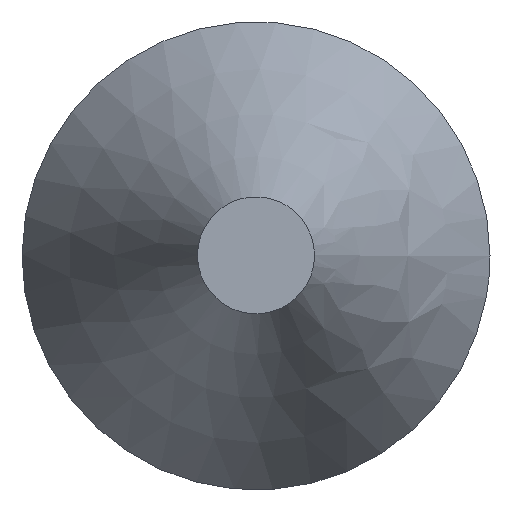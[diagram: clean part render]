
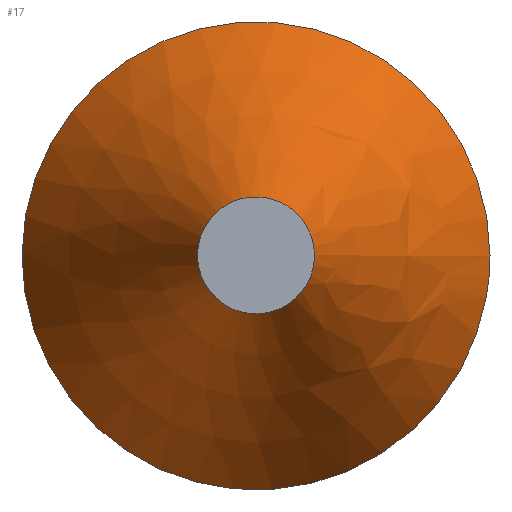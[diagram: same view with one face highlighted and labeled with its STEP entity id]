
A CAD part, top view. The second image highlights one B-rep face of the part: STEP entity #17.
In plain terms, the highlighted free-form (B-spline) face has degree [14, 2] with [15, 3] control points.
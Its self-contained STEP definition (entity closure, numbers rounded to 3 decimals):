
#17 = ADVANCED_FACE('',(#18),#42,.T.);
#18 = FACE_BOUND('',#19,.T.);
#19 = EDGE_LOOP('',(#20,#118,#141,#191));
#20 = ORIENTED_EDGE('',*,*,#21,.T.);
#21 = EDGE_CURVE('',#22,#22,#24,.T.);
#22 = VERTEX_POINT('',#23);
#23 = CARTESIAN_POINT('',(20.,0.,0.));
#24 = SURFACE_CURVE('',#25,(#41,#94),.PCURVE_S1.);
#25 = B_SPLINE_CURVE_WITH_KNOTS('',14,(#26,#27,#28,#29,#30,#31,#32,#33,
    #34,#35,#36,#37,#38,#39,#40),.UNSPECIFIED.,.T.,.F.,(15,15),(0.,1.),
  .PIECEWISE_BEZIER_KNOTS.);
#26 = CARTESIAN_POINT('',(20.,0.,0.));
#27 = CARTESIAN_POINT('',(20.,8.976,0.));
#28 = CARTESIAN_POINT('',(15.662,17.952,0.));
#29 = CARTESIAN_POINT('',(6.985,24.656,0.));
#30 = CARTESIAN_POINT('',(-4.732,26.818,0.));
#31 = CARTESIAN_POINT('',(-16.896,22.98,0.));
#32 = CARTESIAN_POINT('',(-26.181,13.318,0.));
#33 = CARTESIAN_POINT('',(-29.677,0.,0.));
#34 = CARTESIAN_POINT('',(-26.181,-13.318,0.));
#35 = CARTESIAN_POINT('',(-16.896,-22.98,0.));
#36 = CARTESIAN_POINT('',(-4.732,-26.818,0.));
#37 = CARTESIAN_POINT('',(6.985,-24.656,0.));
#38 = CARTESIAN_POINT('',(15.662,-17.952,0.));
#39 = CARTESIAN_POINT('',(20.,-8.976,0.));
#40 = CARTESIAN_POINT('',(20.,0.,0.));
#41 = PCURVE('',#42,#88);
#42 = B_SPLINE_SURFACE_WITH_KNOTS('',14,2,(
    (#43,#44,#45)
    ,(#46,#47,#48)
    ,(#49,#50,#51)
    ,(#52,#53,#54)
    ,(#55,#56,#57)
    ,(#58,#59,#60)
    ,(#61,#62,#63)
    ,(#64,#65,#66)
    ,(#67,#68,#69)
    ,(#70,#71,#72)
    ,(#73,#74,#75)
    ,(#76,#77,#78)
    ,(#79,#80,#81)
    ,(#82,#83,#84)
    ,(#85,#86,#87
    )),.UNSPECIFIED.,.T.,.F.,.F.,(15,15),(3,3),(0.,1.),(0.,1.),
  .PIECEWISE_BEZIER_KNOTS.);
#43 = CARTESIAN_POINT('',(20.,0.,0.));
#44 = CARTESIAN_POINT('',(11.792,0.,
    14.415));
#45 = CARTESIAN_POINT('',(5.,0.,30.));
#46 = CARTESIAN_POINT('',(20.,8.976,0.));
#47 = CARTESIAN_POINT('',(11.792,5.292,14.415
    ));
#48 = CARTESIAN_POINT('',(5.,2.244,30.)
  );
#49 = CARTESIAN_POINT('',(15.662,17.952,0.));
#50 = CARTESIAN_POINT('',(9.234,10.585,14.415
    ));
#51 = CARTESIAN_POINT('',(3.915,4.488,30.)
  );
#52 = CARTESIAN_POINT('',(6.985,24.656,0.));
#53 = CARTESIAN_POINT('',(4.118,14.537,14.415)
  );
#54 = CARTESIAN_POINT('',(1.746,6.164,30.)
  );
#55 = CARTESIAN_POINT('',(-4.732,26.818,0.));
#56 = CARTESIAN_POINT('',(-2.79,15.812,14.415
    ));
#57 = CARTESIAN_POINT('',(-1.183,6.704,30.)
  );
#58 = CARTESIAN_POINT('',(-16.896,22.98,0.));
#59 = CARTESIAN_POINT('',(-9.962,13.549,
    14.415));
#60 = CARTESIAN_POINT('',(-4.224,5.745,30.)
  );
#61 = CARTESIAN_POINT('',(-26.181,13.318,0.));
#62 = CARTESIAN_POINT('',(-15.436,7.852,14.415
    ));
#63 = CARTESIAN_POINT('',(-6.545,3.329,30.
    ));
#64 = CARTESIAN_POINT('',(-29.677,0.,0.));
#65 = CARTESIAN_POINT('',(-17.497,0.,
    14.415));
#66 = CARTESIAN_POINT('',(-7.419,0.,
    30.));
#67 = CARTESIAN_POINT('',(-26.181,-13.318,0.));
#68 = CARTESIAN_POINT('',(-15.436,-7.852,14.415
    ));
#69 = CARTESIAN_POINT('',(-6.545,-3.329,30.
    ));
#70 = CARTESIAN_POINT('',(-16.896,-22.98,0.));
#71 = CARTESIAN_POINT('',(-9.962,-13.549,
    14.415));
#72 = CARTESIAN_POINT('',(-4.224,-5.745,30.)
  );
#73 = CARTESIAN_POINT('',(-4.732,-26.818,0.));
#74 = CARTESIAN_POINT('',(-2.79,-15.812,
    14.415));
#75 = CARTESIAN_POINT('',(-1.183,-6.704,
    30.));
#76 = CARTESIAN_POINT('',(6.985,-24.656,0.));
#77 = CARTESIAN_POINT('',(4.118,-14.537,14.415
    ));
#78 = CARTESIAN_POINT('',(1.746,-6.164,30.
    ));
#79 = CARTESIAN_POINT('',(15.662,-17.952,0.));
#80 = CARTESIAN_POINT('',(9.234,-10.585,14.415)
  );
#81 = CARTESIAN_POINT('',(3.915,-4.488,30.)
  );
#82 = CARTESIAN_POINT('',(20.,-8.976,0.));
#83 = CARTESIAN_POINT('',(11.792,-5.292,
    14.415));
#84 = CARTESIAN_POINT('',(5.,-2.244,30.
    ));
#85 = CARTESIAN_POINT('',(20.,0.,0.));
#86 = CARTESIAN_POINT('',(11.792,0.,
    14.415));
#87 = CARTESIAN_POINT('',(5.,0.,30.));
#88 = DEFINITIONAL_REPRESENTATION('',(#89),#93);
#89 = LINE('',#90,#91);
#90 = CARTESIAN_POINT('',(0.,0.));
#91 = VECTOR('',#92,1.);
#92 = DIRECTION('',(1.,0.));
#93 = ( GEOMETRIC_REPRESENTATION_CONTEXT(2) 
PARAMETRIC_REPRESENTATION_CONTEXT() REPRESENTATION_CONTEXT('2D SPACE',''
  ) );
#94 = PCURVE('',#95,#100);
#95 = PLANE('',#96);
#96 = AXIS2_PLACEMENT_3D('',#97,#98,#99);
#97 = CARTESIAN_POINT('',(20.,0.,0.));
#98 = DIRECTION('',(0.,0.,-1.));
#99 = DIRECTION('',(-1.,0.,0.));
#100 = DEFINITIONAL_REPRESENTATION('',(#101),#117);
#101 = B_SPLINE_CURVE_WITH_KNOTS('',14,(#102,#103,#104,#105,#106,#107,
    #108,#109,#110,#111,#112,#113,#114,#115,#116),.UNSPECIFIED.,.F.,.F.,
  (15,15),(0.,1.),.PIECEWISE_BEZIER_KNOTS.);
#102 = CARTESIAN_POINT('',(0.,0.));
#103 = CARTESIAN_POINT('',(0.,8.976));
#104 = CARTESIAN_POINT('',(4.338,17.952));
#105 = CARTESIAN_POINT('',(13.015,24.656));
#106 = CARTESIAN_POINT('',(24.732,26.818));
#107 = CARTESIAN_POINT('',(36.896,22.98));
#108 = CARTESIAN_POINT('',(46.181,13.318));
#109 = CARTESIAN_POINT('',(49.677,0.));
#110 = CARTESIAN_POINT('',(46.181,-13.318));
#111 = CARTESIAN_POINT('',(36.896,-22.98));
#112 = CARTESIAN_POINT('',(24.732,-26.818));
#113 = CARTESIAN_POINT('',(13.015,-24.656));
#114 = CARTESIAN_POINT('',(4.338,-17.952));
#115 = CARTESIAN_POINT('',(0.,-8.976));
#116 = CARTESIAN_POINT('',(0.,0.));
#117 = ( GEOMETRIC_REPRESENTATION_CONTEXT(2) 
PARAMETRIC_REPRESENTATION_CONTEXT() REPRESENTATION_CONTEXT('2D SPACE',''
  ) );
#118 = ORIENTED_EDGE('',*,*,#119,.T.);
#119 = EDGE_CURVE('',#22,#120,#122,.T.);
#120 = VERTEX_POINT('',#121);
#121 = CARTESIAN_POINT('',(5.,0.,30.));
#122 = SEAM_CURVE('',#123,(#127,#134),.PCURVE_S1.);
#123 = B_SPLINE_CURVE_WITH_KNOTS('',2,(#124,#125,#126),.UNSPECIFIED.,.F.
  ,.F.,(3,3),(0.,1.),.PIECEWISE_BEZIER_KNOTS.);
#124 = CARTESIAN_POINT('',(20.,0.,0.));
#125 = CARTESIAN_POINT('',(11.792,0.,
    14.415));
#126 = CARTESIAN_POINT('',(5.,0.,30.));
#127 = PCURVE('',#42,#128);
#128 = DEFINITIONAL_REPRESENTATION('',(#129),#133);
#129 = LINE('',#130,#131);
#130 = CARTESIAN_POINT('',(1.,0.));
#131 = VECTOR('',#132,1.);
#132 = DIRECTION('',(0.,1.));
#133 = ( GEOMETRIC_REPRESENTATION_CONTEXT(2) 
PARAMETRIC_REPRESENTATION_CONTEXT() REPRESENTATION_CONTEXT('2D SPACE',''
  ) );
#134 = PCURVE('',#42,#135);
#135 = DEFINITIONAL_REPRESENTATION('',(#136),#140);
#136 = LINE('',#137,#138);
#137 = CARTESIAN_POINT('',(0.,0.));
#138 = VECTOR('',#139,1.);
#139 = DIRECTION('',(0.,1.));
#140 = ( GEOMETRIC_REPRESENTATION_CONTEXT(2) 
PARAMETRIC_REPRESENTATION_CONTEXT() REPRESENTATION_CONTEXT('2D SPACE',''
  ) );
#141 = ORIENTED_EDGE('',*,*,#142,.F.);
#142 = EDGE_CURVE('',#120,#120,#143,.T.);
#143 = SURFACE_CURVE('',#144,(#160,#167),.PCURVE_S1.);
#144 = B_SPLINE_CURVE_WITH_KNOTS('',14,(#145,#146,#147,#148,#149,#150,
    #151,#152,#153,#154,#155,#156,#157,#158,#159),.UNSPECIFIED.,.T.,.F.,
  (15,15),(0.,1.),.PIECEWISE_BEZIER_KNOTS.);
#145 = CARTESIAN_POINT('',(5.,0.,30.));
#146 = CARTESIAN_POINT('',(5.,2.244,30.
    ));
#147 = CARTESIAN_POINT('',(3.915,4.488,30.
    ));
#148 = CARTESIAN_POINT('',(1.746,6.164,30.
    ));
#149 = CARTESIAN_POINT('',(-1.183,6.704,30.
    ));
#150 = CARTESIAN_POINT('',(-4.224,5.745,30.
    ));
#151 = CARTESIAN_POINT('',(-6.545,3.329,
    30.));
#152 = CARTESIAN_POINT('',(-7.419,0.,
    30.));
#153 = CARTESIAN_POINT('',(-6.545,-3.329,
    30.));
#154 = CARTESIAN_POINT('',(-4.224,-5.745,30.
    ));
#155 = CARTESIAN_POINT('',(-1.183,-6.704,
    30.));
#156 = CARTESIAN_POINT('',(1.746,-6.164,
    30.));
#157 = CARTESIAN_POINT('',(3.915,-4.488,30.
    ));
#158 = CARTESIAN_POINT('',(5.,-2.244,
    30.));
#159 = CARTESIAN_POINT('',(5.,0.,30.));
#160 = PCURVE('',#42,#161);
#161 = DEFINITIONAL_REPRESENTATION('',(#162),#166);
#162 = LINE('',#163,#164);
#163 = CARTESIAN_POINT('',(0.,1.));
#164 = VECTOR('',#165,1.);
#165 = DIRECTION('',(1.,0.));
#166 = ( GEOMETRIC_REPRESENTATION_CONTEXT(2) 
PARAMETRIC_REPRESENTATION_CONTEXT() REPRESENTATION_CONTEXT('2D SPACE',''
  ) );
#167 = PCURVE('',#168,#173);
#168 = PLANE('',#169);
#169 = AXIS2_PLACEMENT_3D('',#170,#171,#172);
#170 = CARTESIAN_POINT('',(5.,0.,30.));
#171 = DIRECTION('',(0.,0.,-1.));
#172 = DIRECTION('',(-1.,0.,0.));
#173 = DEFINITIONAL_REPRESENTATION('',(#174),#190);
#174 = B_SPLINE_CURVE_WITH_KNOTS('',14,(#175,#176,#177,#178,#179,#180,
    #181,#182,#183,#184,#185,#186,#187,#188,#189),.UNSPECIFIED.,.F.,.F.,
  (15,15),(0.,1.),.PIECEWISE_BEZIER_KNOTS.);
#175 = CARTESIAN_POINT('',(0.,0.));
#176 = CARTESIAN_POINT('',(0.,2.244));
#177 = CARTESIAN_POINT('',(1.085,4.488));
#178 = CARTESIAN_POINT('',(3.254,6.164));
#179 = CARTESIAN_POINT('',(6.183,6.704));
#180 = CARTESIAN_POINT('',(9.224,5.745));
#181 = CARTESIAN_POINT('',(11.545,3.329));
#182 = CARTESIAN_POINT('',(12.419,0.));
#183 = CARTESIAN_POINT('',(11.545,-3.329));
#184 = CARTESIAN_POINT('',(9.224,-5.745));
#185 = CARTESIAN_POINT('',(6.183,-6.704));
#186 = CARTESIAN_POINT('',(3.254,-6.164));
#187 = CARTESIAN_POINT('',(1.085,-4.488));
#188 = CARTESIAN_POINT('',(0.,-2.244));
#189 = CARTESIAN_POINT('',(0.,0.));
#190 = ( GEOMETRIC_REPRESENTATION_CONTEXT(2) 
PARAMETRIC_REPRESENTATION_CONTEXT() REPRESENTATION_CONTEXT('2D SPACE',''
  ) );
#191 = ORIENTED_EDGE('',*,*,#119,.F.);
